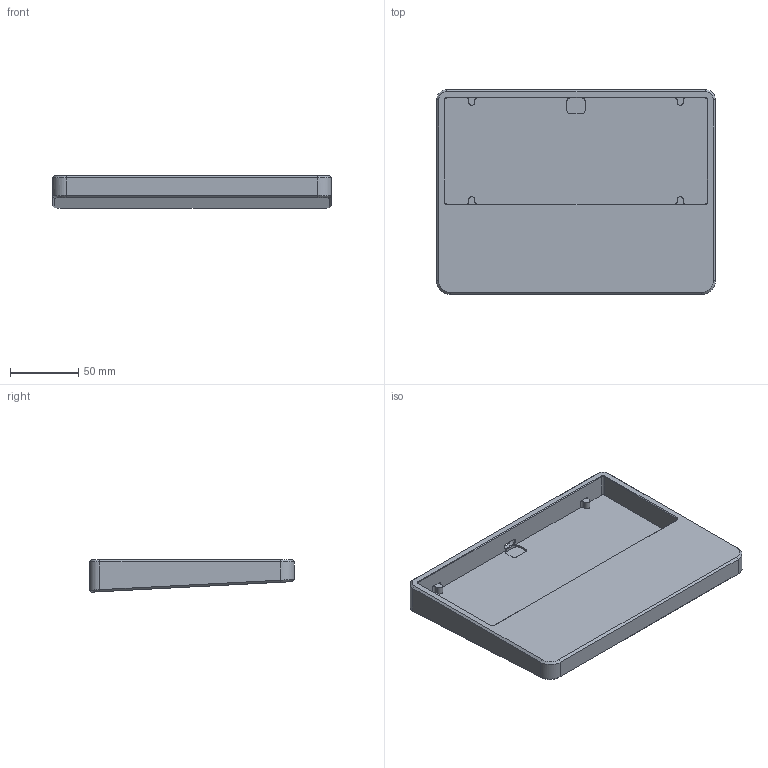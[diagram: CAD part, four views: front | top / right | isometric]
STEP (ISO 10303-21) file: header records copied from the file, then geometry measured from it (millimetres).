
FILE_DESCRIPTION(/* description */ (''),/* implementation_level */ '2;1');
FILE_NAME(/* name */ 'AcaiWristRest.step',/* time_stamp */ '2025-12-28T02:24:02-07:00',/* author */ (''),/* organization */ (''),/* preprocessor_version */ 'ST-DEVELOPER v20.1',/* originating_system */ 'Autodesk Translation Framework v14.21.0.0',/* authorisation */ '');
FILE_SCHEMA (('AUTOMOTIVE_DESIGN { 1 0 10303 214 3 1 1 }'));
Length unit declared in the file: millimetre
Products named in the file (1): 2025-12-05-10-22-20-426
Bounding box: 204 x 149.7 x 23.62 mm (x, y, z)
Volume: 347162.3 mm3; surface area: 82782.9 mm2
Topology: 1 solids, 1 shells, 104 faces, 268 edges, 168 vertices
Faces by surface type: plane 52, cylinder 32, cone 12, bspline 8
Entity records: 3321 total; most frequent: CARTESIAN_POINT 757, ORIENTED_EDGE 536, DIRECTION 518, EDGE_CURVE 268, LINE 180, VECTOR 180, AXIS2_PLACEMENT_3D 169, VERTEX_POINT 168
